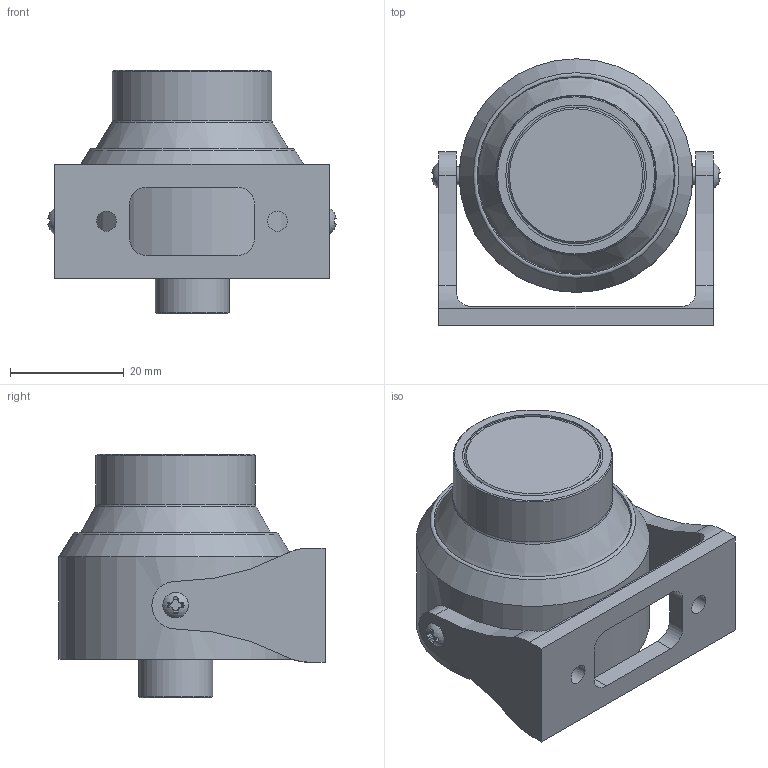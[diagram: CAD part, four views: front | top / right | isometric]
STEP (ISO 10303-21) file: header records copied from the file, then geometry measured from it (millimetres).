
FILE_DESCRIPTION(/* description */ (''),/* implementation_level */ '2;1');
FILE_NAME(/* name */ 'exploreHD 2.0 Full Assembly_PUBLIC.step',/* time_stamp */ '2022-03-17T17:42:50-07:00',/* author */ (''),/* organization */ (''),/* preprocessor_version */ 'ST-DEVELOPER v18.1',/* originating_system */ 'Autodesk Translation Framework v10.13.0.1454',/* authorisation */ '');
FILE_SCHEMA (('AUTOMOTIVE_DESIGN { 1 0 10303 214 3 1 1 }'));
Length unit declared in the file: millimetre
Products named in the file (6): exploreHD 2.0 Full Assembly_PUBLIC; exploreHD 2.0_PUBLIC; exploreHD 2.0 Case_PUBLIC; Standoff and Washer v4 (1); exploreHD 2.0 Bracket_PUBLIC; 92467A452_18-8 Stainless Steel Extra-Wide Truss Head Phillips Screws
Assembly tree (6 placements, depth 3):
  exploreHD 2.0 Full Assembly_PUBLIC
    exploreHD 2.0_PUBLIC
    exploreHD 2.0 Case_PUBLIC
      Standoff and Washer v4 (1)
    exploreHD 2.0 Bracket_PUBLIC
    92467A452_18-8 Stainless Steel Extra-Wide Truss Head Phillips Screws  x2
Bounding box: 50.58 x 46.75 x 42.75 mm (x, y, z)
Volume: 29576.7 mm3; surface area: 22069.7 mm2
Topology: 5 solids, 7 shells, 481 faces, 1327 edges, 882 vertices
Faces by surface type: plane 227, cylinder 198, cone 34, bspline 16, torus 4, sphere 2
Full cylindrical faces by diameter (mm): 1.48 x14, 1.5 x2, 1.584 x2, 2 x20, 2.748 x2, 3.15 x4, 3.2 x2, 3.3 x1, 3.5 x4, 4.5 x2, 4.8 x1, 7 x2, 11.5 x1, 13 x1, 16 x1, 24 x2, 24.7 x1, 28 x2, 30.132 x2, 30.526 x2, 32.208 x4, 33.8 x1, 35 x1, 37 x1, 39 x2, 41 x1
Entity records: 20739 total; most frequent: CARTESIAN_POINT 9646, ORIENTED_EDGE 2382, DIRECTION 2176, EDGE_CURVE 1191, VERTEX_POINT 792, AXIS2_PLACEMENT_3D 750, LINE 676, VECTOR 676
